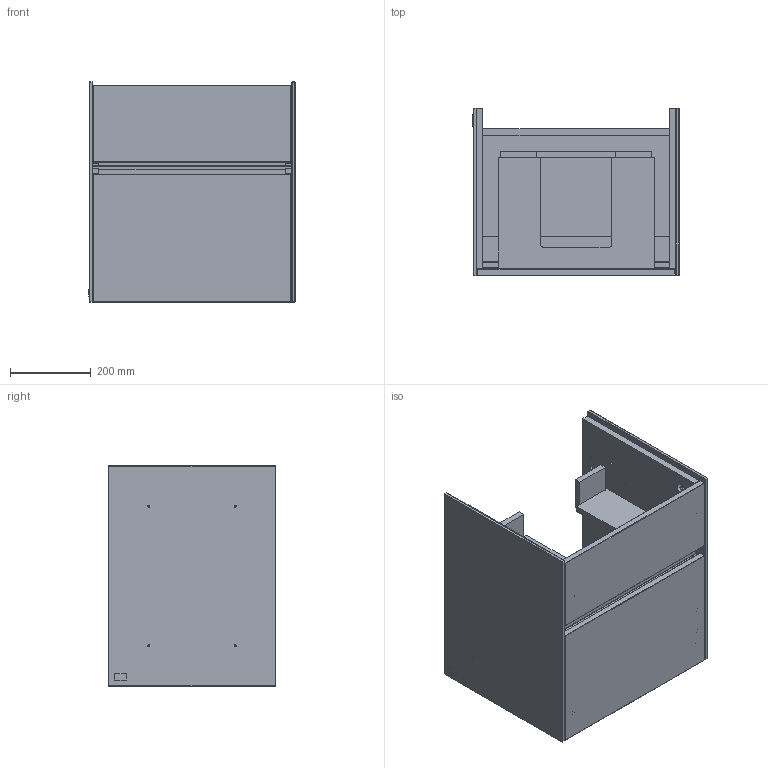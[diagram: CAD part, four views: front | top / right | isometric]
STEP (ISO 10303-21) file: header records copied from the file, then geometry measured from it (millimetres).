
FILE_DESCRIPTION((' '),'2;1');
FILE_NAME('C007B0.stp','2022-04-21T11:36:40',(' '),(' '),' ','ACIS',' ');
FILE_SCHEMA(('CONFIG_CONTROL_DESIGN'));
Length unit declared in the file: millimetre
Products named in the file (17): C007B0.stp; Körper1; Körper2; Körper3; Körper4; Körper5; Körper6; Körper7; Körper8; Körper9; Körper10; Körper11; Körper12; Körper13; Körper14; Körper15; Körper16
Assembly tree (16 placements, depth 2):
  C007B0.stp
    Körper1
    Körper2
    Körper3
    Körper4
    Körper5
    Körper6
    Körper7
    Körper8
    Körper9
    Körper10
    Körper11
    Körper12
    Körper13
    Körper14
    Körper15
    Körper16
Bounding box: 511 x 414 x 546 mm (x, y, z)
Volume: 22055705.2 mm3; surface area: 3640957.9 mm2
Topology: 16 solids, 16 shells, 506 faces, 1101 edges, 712 vertices
Faces by surface type: plane 334, cylinder 168, sphere 4
Full cylindrical faces by diameter (mm): 3 x16, 5 x21, 6.5 x4, 8 x24, 8.02 x20, 10 x12
Entity records: 15533 total; most frequent: DIRECTION 2399, CARTESIAN_POINT 2211, ORIENTED_EDGE 1960, EDGE_CURVE 980, AXIS2_PLACEMENT_3D 880, EDGE_LOOP 714, VERTEX_POINT 692, VECTOR 639
